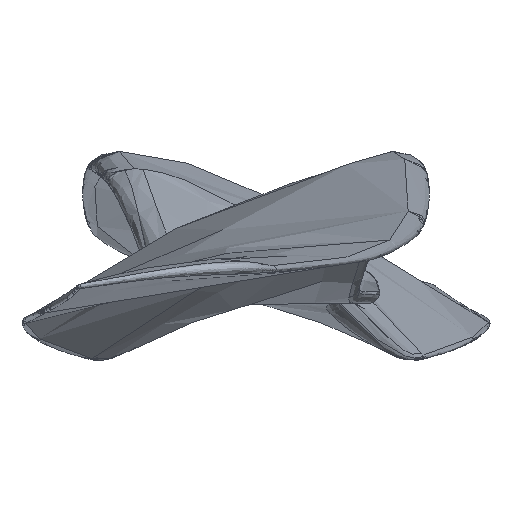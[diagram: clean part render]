
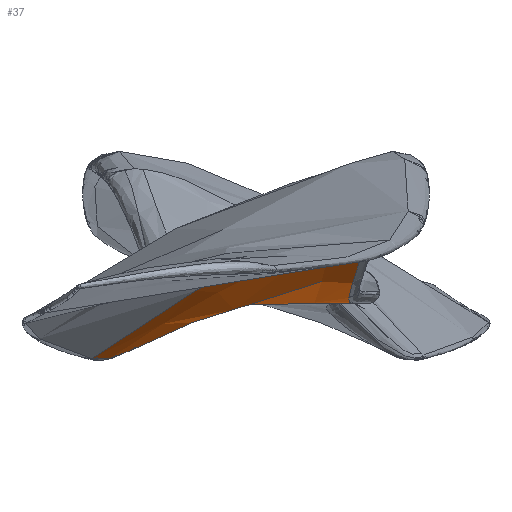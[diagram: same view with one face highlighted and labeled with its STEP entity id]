
A CAD part, left-side view. The second image highlights one B-rep face of the part: STEP entity #37.
In plain terms, the highlighted free-form (B-spline) face has degree [5, 6] with [6, 7] control points.
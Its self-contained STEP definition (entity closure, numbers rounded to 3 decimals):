
#37=ADVANCED_FACE('',(#65),#485,.T.);
#65=FACE_OUTER_BOUND('',#93,.T.);
#93=EDGE_LOOP('',(#219,#220,#221,#222));
#219=ORIENTED_EDGE('',*,*,#320,.F.);
#220=ORIENTED_EDGE('',*,*,#321,.F.);
#221=ORIENTED_EDGE('',*,*,#305,.F.);
#222=ORIENTED_EDGE('',*,*,#331,.T.);
#305=EDGE_CURVE('',#454,#423,#383,.T.);
#320=EDGE_CURVE('',#424,#457,#398,.T.);
#321=EDGE_CURVE('',#423,#424,#399,.T.);
#331=EDGE_CURVE('',#454,#457,#409,.T.);
#383=B_SPLINE_CURVE_WITH_KNOTS('',5,(#2921,#2922,#2923,#2924,#2925,#2926),
 .UNSPECIFIED.,.F.,.F.,(6,6),(0.,36.27),.UNSPECIFIED.);
#398=B_SPLINE_CURVE_WITH_KNOTS('',5,(#3137,#3138,#3139,#3140,#3141,#3142),
 .UNSPECIFIED.,.F.,.F.,(6,6),(-19.299,0.),.UNSPECIFIED.);
#399=B_SPLINE_CURVE_WITH_KNOTS('',3,(#3143,#3144,#3145,#3146,#3147,#3148,
#3149,#3150,#3151,#3152,#3153,#3154,#3155,#3156,#3157,#3158,#3159,#3160,
#3161,#3162,#3163,#3164,#3165,#3166,#3167,#3168,#3169,#3170,#3171,#3172,
#3173,#3174,#3175,#3176),.UNSPECIFIED.,.F.,.F.,(4,3,3,3,3,3,3,3,3,3,3,4),
(-42.685,-40.973,-38.854,-33.706,
-27.289,-20.157,-13.222,-7.356,
-2.994,-1.314,-0.572,0.),
 .UNSPECIFIED.);
#409=B_SPLINE_CURVE_WITH_KNOTS('',3,(#3359,#3360,#3361,#3362,#3363,#3364,
#3365,#3366,#3367,#3368,#3369,#3370,#3371,#3372,#3373,#3374,#3375,#3376,
#3377,#3378,#3379,#3380),.UNSPECIFIED.,.F.,.F.,(4,2,2,2,2,2,2,2,2,2,4),
(-42.951,-39.131,-35.311,-27.67,
-20.029,-12.388,-8.567,-4.747,
-2.836,-0.926,0.),.UNSPECIFIED.);
#423=VERTEX_POINT('',#2415);
#424=VERTEX_POINT('',#2416);
#454=VERTEX_POINT('',#2446);
#457=VERTEX_POINT('',#2449);
#485=B_SPLINE_SURFACE_WITH_KNOTS('',5,6,((#1841,#1842,#1843,#1844,#1845,
#1846,#1847),(#1848,#1849,#1850,#1851,#1852,#1853,#1854),(#1855,#1856,#1857,
#1858,#1859,#1860,#1861),(#1862,#1863,#1864,#1865,#1866,#1867,#1868),(#1869,
#1870,#1871,#1872,#1873,#1874,#1875),(#1876,#1877,#1878,#1879,#1880,#1881,
#1882)),.UNSPECIFIED.,.F.,.F.,.F.,(6,6),(7,7),(0.,46.008),(0.,
43.447),.UNSPECIFIED.);
#1841=CARTESIAN_POINT('',(-69.333,-17.542,13.893));
#1842=CARTESIAN_POINT('',(-63.459,-16.587,12.674));
#1843=CARTESIAN_POINT('',(-57.497,-15.733,11.259));
#1844=CARTESIAN_POINT('',(-44.577,-13.852,3.454));
#1845=CARTESIAN_POINT('',(-29.773,-12.317,0.));
#1846=CARTESIAN_POINT('',(-25.743,-12.979,0.));
#1847=CARTESIAN_POINT('',(-21.273,-13.714,0.));
#1848=CARTESIAN_POINT('',(-69.333,-13.25,11.341));
#1849=CARTESIAN_POINT('',(-63.486,-12.294,9.992));
#1850=CARTESIAN_POINT('',(-57.679,-11.425,8.372));
#1851=CARTESIAN_POINT('',(-43.664,-9.744,-0.505));
#1852=CARTESIAN_POINT('',(-30.13,-7.816,0.));
#1853=CARTESIAN_POINT('',(-25.754,-8.248,0.));
#1854=CARTESIAN_POINT('',(-21.273,-8.662,0.));
#1855=CARTESIAN_POINT('',(-69.333,-4.339,8.472));
#1856=CARTESIAN_POINT('',(-63.265,-4.834,6.926));
#1857=CARTESIAN_POINT('',(-57.26,-5.458,5.102));
#1858=CARTESIAN_POINT('',(-45.277,-5.386,-1.61));
#1859=CARTESIAN_POINT('',(-31.319,-3.315,0.));
#1860=CARTESIAN_POINT('',(-25.842,-3.535,0.));
#1861=CARTESIAN_POINT('',(-21.273,-3.611,0.));
#1862=CARTESIAN_POINT('',(-69.333,5.913,3.188));
#1863=CARTESIAN_POINT('',(-63.688,6.274,1.383));
#1864=CARTESIAN_POINT('',(-58.104,6.511,-0.649));
#1865=CARTESIAN_POINT('',(-45.886,3.227,-2.988));
#1866=CARTESIAN_POINT('',(-31.312,0.425,0.));
#1867=CARTESIAN_POINT('',(-26.036,1.041,0.));
#1868=CARTESIAN_POINT('',(-21.273,1.441,0.));
#1869=CARTESIAN_POINT('',(-69.333,11.464,-0.281));
#1870=CARTESIAN_POINT('',(-63.271,11.474,-2.083));
#1871=CARTESIAN_POINT('',(-57.245,11.373,-4.049));
#1872=CARTESIAN_POINT('',(-43.75,7.598,-4.156));
#1873=CARTESIAN_POINT('',(-30.745,4.597,0.));
#1874=CARTESIAN_POINT('',(-26.037,5.535,0.));
#1875=CARTESIAN_POINT('',(-21.273,6.492,0.));
#1876=CARTESIAN_POINT('',(-69.333,21.044,-7.095));
#1877=CARTESIAN_POINT('',(-63.265,19.424,-7.518));
#1878=CARTESIAN_POINT('',(-57.199,17.731,-8.037));
#1879=CARTESIAN_POINT('',(-43.813,12.254,-4.127));
#1880=CARTESIAN_POINT('',(-30.933,8.137,0.));
#1881=CARTESIAN_POINT('',(-26.126,9.832,0.));
#1882=CARTESIAN_POINT('',(-21.273,11.544,0.));
#2415=CARTESIAN_POINT('',(-69.333,-16.477,13.306));
#2416=CARTESIAN_POINT('',(-21.273,-12.517,0.));
#2446=CARTESIAN_POINT('',(-69.333,20.995,-7.06));
#2449=CARTESIAN_POINT('',(-21.273,10.291,0.));
#2921=CARTESIAN_POINT('',(-69.333,20.995,-7.06));
#2922=CARTESIAN_POINT('',(-69.333,11.875,-0.575));
#2923=CARTESIAN_POINT('',(-69.333,6.395,2.883));
#2924=CARTESIAN_POINT('',(-69.333,-2.991,7.771));
#2925=CARTESIAN_POINT('',(-69.333,-11.625,10.795));
#2926=CARTESIAN_POINT('',(-69.333,-16.477,13.306));
#3137=CARTESIAN_POINT('',(-21.273,-12.517,0.));
#3138=CARTESIAN_POINT('',(-21.273,-7.955,0.));
#3139=CARTESIAN_POINT('',(-21.273,-3.394,0.));
#3140=CARTESIAN_POINT('',(-21.273,1.168,0.));
#3141=CARTESIAN_POINT('',(-21.273,5.73,0.));
#3142=CARTESIAN_POINT('',(-21.273,10.291,0.));
#3143=CARTESIAN_POINT('',(-69.333,-16.477,13.306));
#3144=CARTESIAN_POINT('',(-68.666,-16.371,13.164));
#3145=CARTESIAN_POINT('',(-68.045,-16.273,13.027));
#3146=CARTESIAN_POINT('',(-67.382,-16.169,12.866));
#3147=CARTESIAN_POINT('',(-66.571,-16.043,12.669));
#3148=CARTESIAN_POINT('',(-65.792,-15.923,12.457));
#3149=CARTESIAN_POINT('',(-64.991,-15.802,12.219));
#3150=CARTESIAN_POINT('',(-63.09,-15.516,11.652));
#3151=CARTESIAN_POINT('',(-61.155,-15.234,10.954));
#3152=CARTESIAN_POINT('',(-59.297,-14.971,10.254));
#3153=CARTESIAN_POINT('',(-56.952,-14.639,9.37));
#3154=CARTESIAN_POINT('',(-54.621,-14.32,8.445));
#3155=CARTESIAN_POINT('',(-52.279,-14.012,7.544));
#3156=CARTESIAN_POINT('',(-49.665,-13.668,6.538));
#3157=CARTESIAN_POINT('',(-47.074,-13.343,5.572));
#3158=CARTESIAN_POINT('',(-44.42,-13.039,4.662));
#3159=CARTESIAN_POINT('',(-41.852,-12.746,3.782));
#3160=CARTESIAN_POINT('',(-39.256,-12.477,2.967));
#3161=CARTESIAN_POINT('',(-36.627,-12.265,2.258));
#3162=CARTESIAN_POINT('',(-34.407,-12.086,1.659));
#3163=CARTESIAN_POINT('',(-32.152,-11.948,1.133));
#3164=CARTESIAN_POINT('',(-29.88,-11.91,0.731));
#3165=CARTESIAN_POINT('',(-28.189,-11.882,0.433));
#3166=CARTESIAN_POINT('',(-26.487,-11.908,0.204));
#3167=CARTESIAN_POINT('',(-24.777,-12.057,0.09));
#3168=CARTESIAN_POINT('',(-24.116,-12.115,0.046));
#3169=CARTESIAN_POINT('',(-23.466,-12.189,0.021));
#3170=CARTESIAN_POINT('',(-22.808,-12.282,0.009));
#3171=CARTESIAN_POINT('',(-22.517,-12.323,0.004));
#3172=CARTESIAN_POINT('',(-22.23,-12.367,0.002));
#3173=CARTESIAN_POINT('',(-21.94,-12.412,0.001));
#3174=CARTESIAN_POINT('',(-21.718,-12.447,0.));
#3175=CARTESIAN_POINT('',(-21.495,-12.482,0.));
#3176=CARTESIAN_POINT('',(-21.273,-12.517,0.));
#3359=CARTESIAN_POINT('',(-69.333,20.995,-7.06));
#3360=CARTESIAN_POINT('',(-67.883,20.609,-7.166));
#3361=CARTESIAN_POINT('',(-66.436,20.202,-7.25));
#3362=CARTESIAN_POINT('',(-63.56,19.317,-7.234));
#3363=CARTESIAN_POINT('',(-62.133,18.844,-7.146));
#3364=CARTESIAN_POINT('',(-57.887,17.378,-6.702));
#3365=CARTESIAN_POINT('',(-55.103,16.346,-6.193));
#3366=CARTESIAN_POINT('',(-49.56,14.308,-5.043));
#3367=CARTESIAN_POINT('',(-46.797,13.302,-4.399));
#3368=CARTESIAN_POINT('',(-41.222,11.45,-3.107));
#3369=CARTESIAN_POINT('',(-38.404,10.602,-2.455));
#3370=CARTESIAN_POINT('',(-34.092,9.635,-1.539));
#3371=CARTESIAN_POINT('',(-32.638,9.373,-1.245));
#3372=CARTESIAN_POINT('',(-29.696,9.049,-0.708));
#3373=CARTESIAN_POINT('',(-28.207,8.978,-0.465));
#3374=CARTESIAN_POINT('',(-25.97,9.13,-0.199));
#3375=CARTESIAN_POINT('',(-25.226,9.226,-0.128));
#3376=CARTESIAN_POINT('',(-23.753,9.516,-0.033));
#3377=CARTESIAN_POINT('',(-23.025,9.71,-0.01));
#3378=CARTESIAN_POINT('',(-21.962,10.052,-0.001));
#3379=CARTESIAN_POINT('',(-21.617,10.17,0.));
#3380=CARTESIAN_POINT('',(-21.273,10.291,0.));
